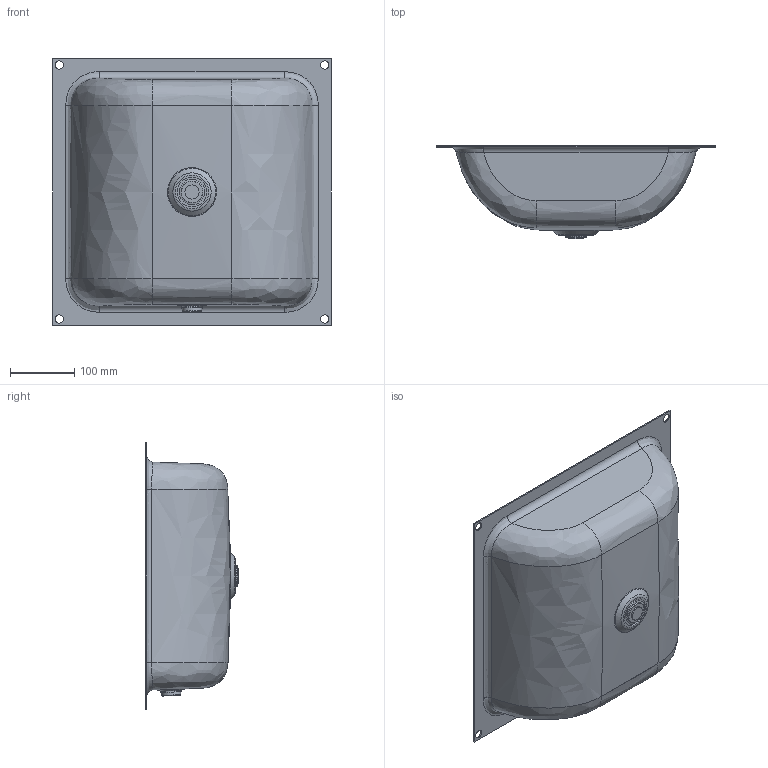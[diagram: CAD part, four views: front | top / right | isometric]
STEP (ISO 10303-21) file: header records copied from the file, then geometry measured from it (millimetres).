
FILE_DESCRIPTION((' '),'2;1');
FILE_NAME( '1936df4efb15dcc3.stp', '2024-11-27T15:09:49', (' '), ('--- Datakit www.datakit.com---'), ' Datakit CrossCadWare V2022.3 Jun 15 2022', 'DATAKIT 2024 (c)', ' ');
FILE_SCHEMA(('CONFIG_CONTROL_DESIGN'));
Length unit declared in the file: millimetre
Products named in the file (1): 1936df4e0f43bdc3
Bounding box: 434 x 145 x 416 mm (x, y, z)
Volume: 28192.4 mm3; surface area: 579970.6 mm2
Topology: 2 solids, 3 shells, 86 faces, 187 edges, 115 vertices
Faces by surface type: bspline 27, plane 20, cylinder 17, offset 11, cone 7, torus 4
Full cylindrical faces by diameter (mm): 13 x4, 22 x1, 25 x1, 26 x1, 30 x1, 32.001 x1, 33 x2, 36 x1, 46 x1
Entity records: 28136 total; most frequent: CARTESIAN_POINT 26577, ORIENTED_EDGE 314, DIRECTION 220, EDGE_CURVE 157, EDGE_LOOP 136, VERTEX_POINT 110, AXIS2_PLACEMENT_3D 99, ADVANCED_FACE 88
